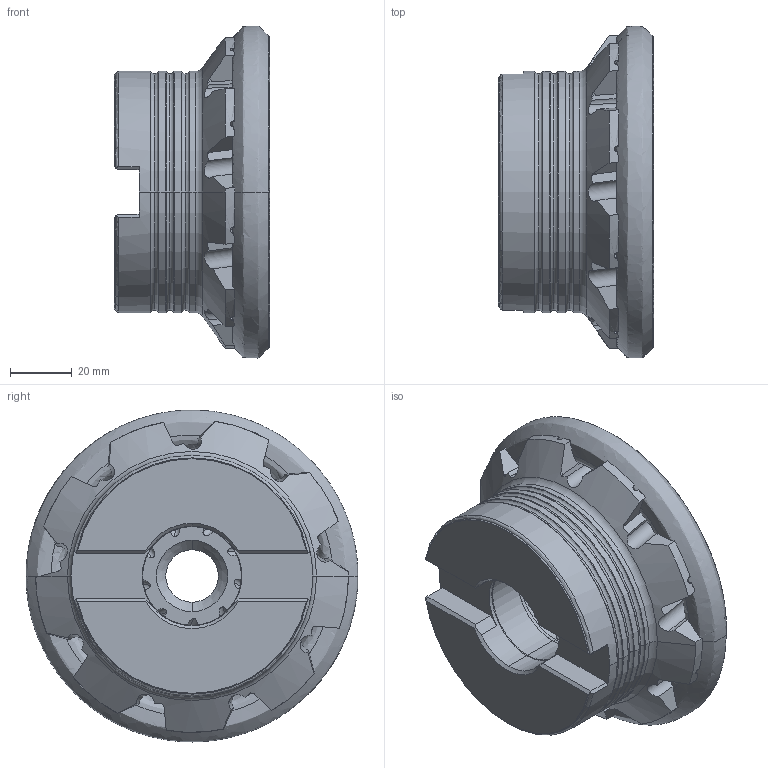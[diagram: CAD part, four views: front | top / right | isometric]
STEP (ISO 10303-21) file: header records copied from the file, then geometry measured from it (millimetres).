
FILE_DESCRIPTION (( 'STEP AP214' ), '1' );
FILE_NAME ('45PP-100-538-9.STEP', '2013-03-18T14:36:47', ( '' ), ( '' ), 'SwSTEP 2.0', 'SolidWorks 2013', '' );
FILE_SCHEMA (( 'AUTOMOTIVE_DESIGN' ));
Length unit declared in the file: millimetre
Products named in the file (1): 45PP-100-538-9
Bounding box: 50.15 x 107.34 x 107.35 mm (x, y, z)
Volume: 245529.1 mm3; surface area: 39061.7 mm2
Topology: 1 solids, 1 shells, 373 faces, 1212 edges, 781 vertices
Faces by surface type: cylinder 137, plane 132, torus 48, bspline 41, cone 15
Entity records: 17564 total; most frequent: CARTESIAN_POINT 8074, ORIENTED_EDGE 2392, DIRECTION 1542, EDGE_CURVE 1196, VERTEX_POINT 773, AXIS2_PLACEMENT_3D 612, B_SPLINE_CURVE_WITH_KNOTS 508, EDGE_LOOP 377
